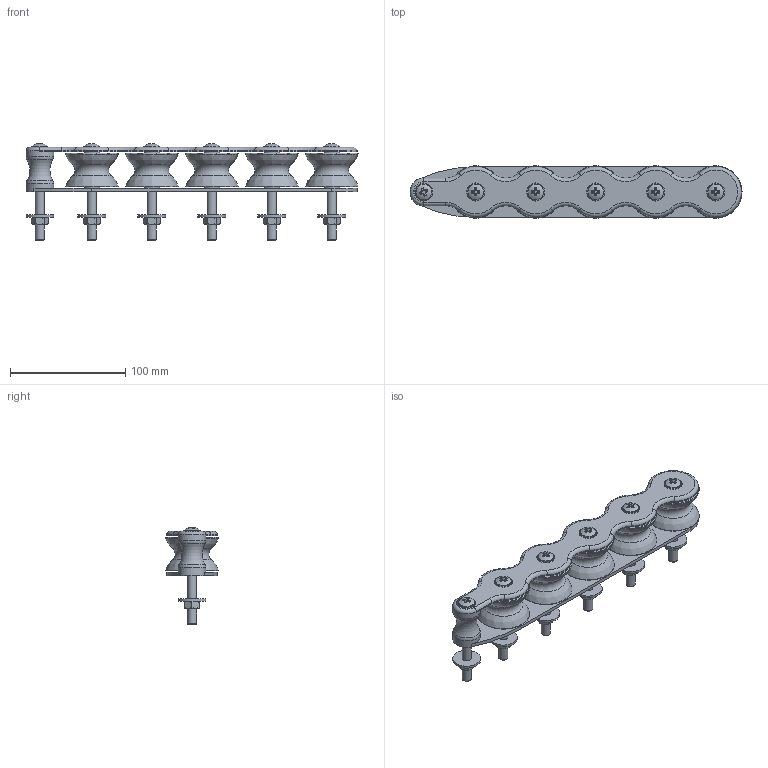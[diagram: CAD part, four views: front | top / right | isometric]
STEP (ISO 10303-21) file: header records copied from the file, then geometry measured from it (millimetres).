
FILE_DESCRIPTION(/* description */ (''),/* implementation_level */ '2;1');
FILE_NAME(/* name */ 'T550.stp',/* time_stamp */ '2016-04-04T10:25:40+02:00',/* author */ ('Nicola'),/* organization */ (''),/* preprocessor_version */ 'ST-DEVELOPER v16.1',/* originating_system */ 'Autodesk Inventor 2016',/* authorisation */ '');
FILE_SCHEMA (('AUTOMOTIVE_DESIGN { 1 0 10303 214 3 1 1 }'));
Length unit declared in the file: millimetre
Products named in the file (1): T550
Bounding box: 287.74 x 45.49 x 83.65 mm (x, y, z)
Volume: 274610.4 mm3; surface area: 94877.4 mm2
Topology: 1 solids, 1 shells, 336 faces, 820 edges, 532 vertices
Faces by surface type: plane 162, cylinder 66, cone 48, torus 44, bspline 10, sphere 6
Full cylindrical faces by diameter (mm): 8 x12, 13.75 x10, 14 x6, 15.7 x6, 24 x8
Entity records: 9578 total; most frequent: CARTESIAN_POINT 2181, DIRECTION 1596, ORIENTED_EDGE 1396, EDGE_CURVE 698, AXIS2_PLACEMENT_3D 677, VERTEX_POINT 506, EDGE_LOOP 488, CIRCLE 350
